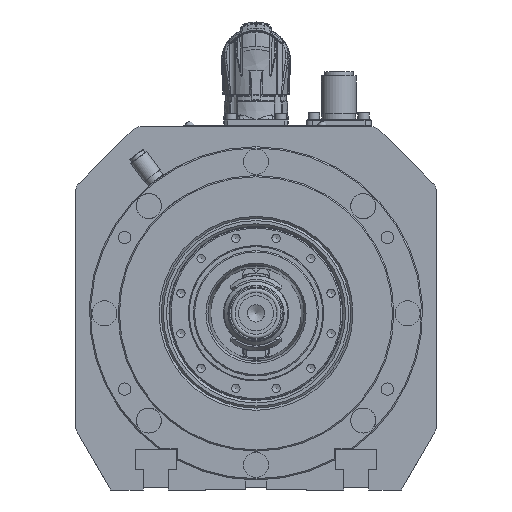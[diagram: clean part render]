
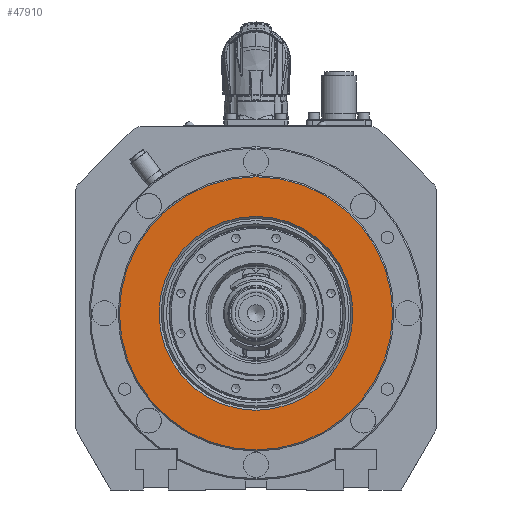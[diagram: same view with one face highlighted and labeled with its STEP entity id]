
A CAD part, left-side view. The second image highlights one B-rep face of the part: STEP entity #47910.
In plain terms, the highlighted planar face has unit normal (-1, 0, 0).
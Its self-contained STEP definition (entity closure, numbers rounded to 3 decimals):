
#16561=VERTEX_POINT('',#98103);
#16562=VERTEX_POINT('',#98105);
#16569=VERTEX_POINT('',#98136);
#18414=CIRCLE('',#52200,38.688);
#18415=CIRCLE('',#52210,54.5);
#25279=EDGE_CURVE('',#16562,#16561,#18414,.T.);
#25280=EDGE_CURVE('',#16561,#16562,#18414,.T.);
#25295=EDGE_CURVE('',#16569,#16569,#18415,.T.);
#38673=ORIENTED_EDGE('',*,*,#25279,.T.);
#38674=ORIENTED_EDGE('',*,*,#25280,.T.);
#38675=ORIENTED_EDGE('',*,*,#25295,.T.);
#42363=EDGE_LOOP('',(#38673,#38674));
#42364=EDGE_LOOP('',(#38675));
#45221=FACE_BOUND('',#42363,.T.);
#45222=FACE_BOUND('',#42364,.T.);
#47910=ADVANCED_FACE('',(#45221,#45222),#99663,.F.);
#52200=AXIS2_PLACEMENT_3D('',#98104,#61951,#61952);
#52209=AXIS2_PLACEMENT_3D('',#98134,#61975,$);
#52210=AXIS2_PLACEMENT_3D('',#98135,#61976,#61977);
#61951=DIRECTION('',(1.,0.,0.));
#61952=DIRECTION('',(0.,0.,-38.688));
#61975=DIRECTION('',(1.,0.,0.));
#61976=DIRECTION('',(-1.,0.,0.));
#61977=DIRECTION('',(0.,0.,-54.5));
#98103=CARTESIAN_POINT('',(-112.,0.,38.688));
#98104=CARTESIAN_POINT('',(-112.,0.,0.));
#98105=CARTESIAN_POINT('',(-112.,0.,-38.688));
#98134=CARTESIAN_POINT('',(-112.,31.489,39.133));
#98135=CARTESIAN_POINT('',(-112.,0.,0.));
#98136=CARTESIAN_POINT('',(-112.,0.,-54.5));
#99663=PLANE('',#52209);
